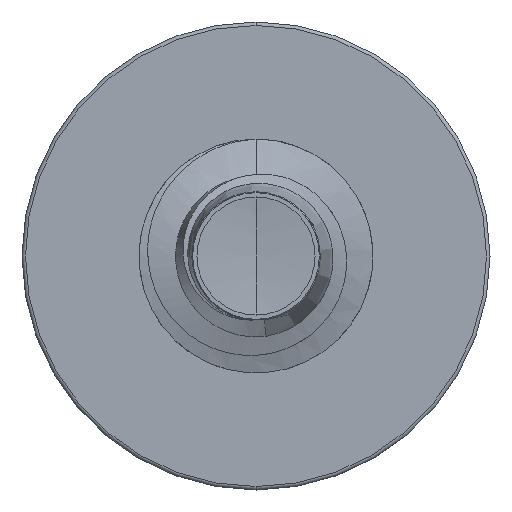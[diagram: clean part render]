
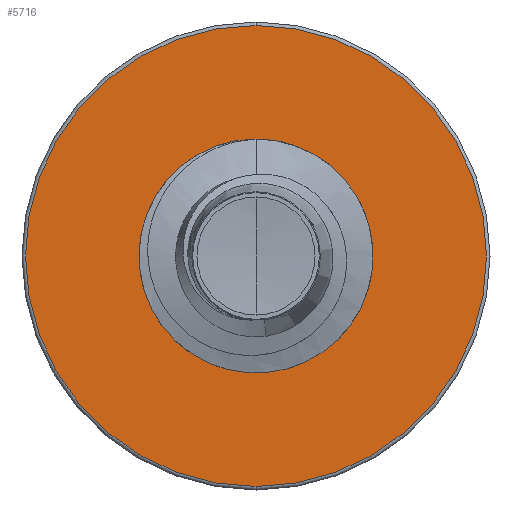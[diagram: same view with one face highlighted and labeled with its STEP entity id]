
A CAD part, front view. The second image highlights one B-rep face of the part: STEP entity #5716.
In plain terms, the highlighted planar face has unit normal (0, -1, 0).
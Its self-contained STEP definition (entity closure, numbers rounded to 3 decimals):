
#33 = AXIS2_PLACEMENT_3D ( 'NONE', #4178, #270, #4833 ) ;
#88 = DIRECTION ( 'NONE',  ( 0., 0., 1. ) ) ;
#270 = DIRECTION ( 'NONE',  ( 0., 1., 0. ) ) ;
#278 = CARTESIAN_POINT ( 'NONE',  ( 0., 3.5, 3.448 ) ) ;
#389 = ORIENTED_EDGE ( 'NONE', *, *, #8230, .F. ) ;
#418 = ORIENTED_EDGE ( 'NONE', *, *, #2112, .F. ) ;
#484 = VERTEX_POINT ( 'NONE', #6611 ) ;
#652 = FACE_OUTER_BOUND ( 'NONE', #3312, .T. ) ;
#786 = CIRCLE ( 'NONE', #7066, 3.447 ) ;
#837 = DIRECTION ( 'NONE',  ( 0., 0., 1. ) ) ;
#1128 = DIRECTION ( 'NONE',  ( 0., 1., 0. ) ) ;
#1652 = EDGE_LOOP ( 'NONE', ( #1961, #3381 ) ) ;
#1911 = CARTESIAN_POINT ( 'NONE',  ( 0., 3.5, 1.722 ) ) ;
#1961 = ORIENTED_EDGE ( 'NONE', *, *, #6113, .T. ) ;
#2112 = EDGE_CURVE ( 'NONE', #8006, #4673, #786, .T. ) ;
#2194 = CIRCLE ( 'NONE', #33, 1.722 ) ;
#2805 = CIRCLE ( 'NONE', #8142, 1.722 ) ;
#2840 = VERTEX_POINT ( 'NONE', #1911 ) ;
#3137 = EDGE_CURVE ( 'NONE', #484, #2840, #2805, .T. ) ;
#3312 = EDGE_LOOP ( 'NONE', ( #389, #418 ) ) ;
#3378 = CARTESIAN_POINT ( 'NONE',  ( 0., 3.5, 0. ) ) ;
#3381 = ORIENTED_EDGE ( 'NONE', *, *, #3137, .T. ) ;
#3888 = CIRCLE ( 'NONE', #5770, 3.447 ) ;
#4018 = DIRECTION ( 'NONE',  ( 0., 0., 1. ) ) ;
#4031 = DIRECTION ( 'NONE',  ( 0., 1., 0. ) ) ;
#4047 = PLANE ( 'NONE',  #7947 ) ;
#4178 = CARTESIAN_POINT ( 'NONE',  ( 0., 3.5, 0. ) ) ;
#4673 = VERTEX_POINT ( 'NONE', #278 ) ;
#4695 = DIRECTION ( 'NONE',  ( 0., 1., 0. ) ) ;
#4833 = DIRECTION ( 'NONE',  ( 0., 0., 1. ) ) ;
#4970 = CARTESIAN_POINT ( 'NONE',  ( 0., 3.5, 0. ) ) ;
#5304 = CARTESIAN_POINT ( 'NONE',  ( 0., 3.5, -1.722 ) ) ;
#5584 = FACE_BOUND ( 'NONE', #1652, .T. ) ;
#5596 = DIRECTION ( 'NONE',  ( 0., 0., 1. ) ) ;
#5716 = ADVANCED_FACE ( 'NONE', ( #652, #5584 ), #4047, .F. ) ;
#5770 = AXIS2_PLACEMENT_3D ( 'NONE', #7782, #4031, #88 ) ;
#6113 = EDGE_CURVE ( 'NONE', #2840, #484, #2194, .T. ) ;
#6611 = CARTESIAN_POINT ( 'NONE',  ( 0., 3.5, -1.722 ) ) ;
#7066 = AXIS2_PLACEMENT_3D ( 'NONE', #4970, #1128, #5596 ) ;
#7770 = DIRECTION ( 'NONE',  ( 0., 1., 0. ) ) ;
#7782 = CARTESIAN_POINT ( 'NONE',  ( 0., 3.5, 0. ) ) ;
#7947 = AXIS2_PLACEMENT_3D ( 'NONE', #5304, #4695, #837 ) ;
#8006 = VERTEX_POINT ( 'NONE', #8258 ) ;
#8142 = AXIS2_PLACEMENT_3D ( 'NONE', #3378, #7770, #4018 ) ;
#8230 = EDGE_CURVE ( 'NONE', #4673, #8006, #3888, .T. ) ;
#8258 = CARTESIAN_POINT ( 'NONE',  ( 0., 3.5, -3.447 ) ) ;
